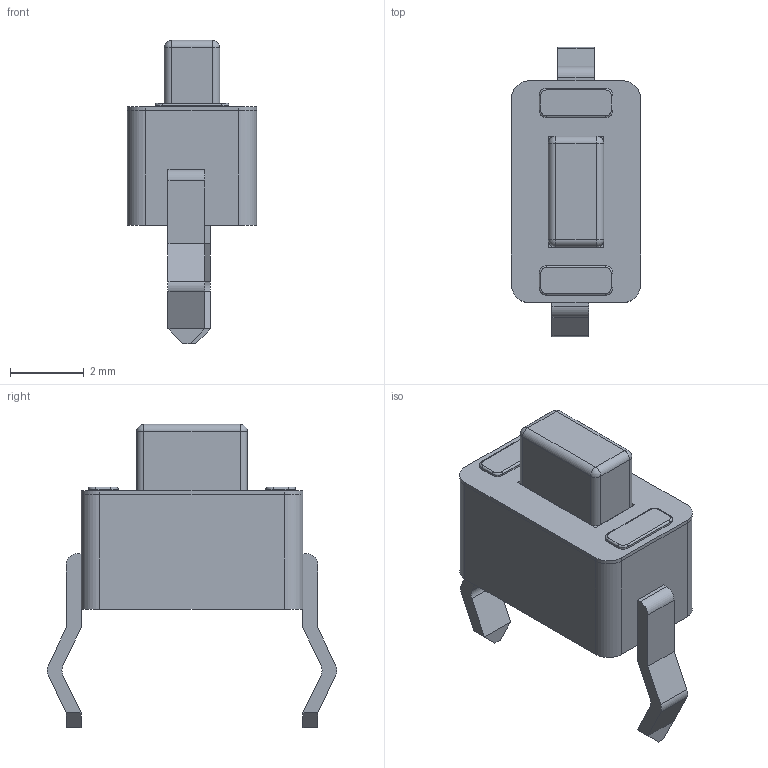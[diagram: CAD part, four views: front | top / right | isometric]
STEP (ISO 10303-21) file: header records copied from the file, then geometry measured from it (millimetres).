
FILE_DESCRIPTION(('FreeCAD Model'),'2;1');
FILE_NAME('Open CASCADE Shape Model','2022-11-18T11:57:33',( 'Engenharia Meltaltex'),('Engenharia Meltaltex'), 'Open CASCADE STEP processor 7.5','FreeCAD','Unknown');
FILE_SCHEMA(('AUTOMOTIVE_DESIGN { 1 0 10303 214 1 1 1 1 }'));
Length unit declared in the file: millimetre
Products named in the file (10): Open CASCADE STEP translator 7.5 12; Open CASCADE STEP translator 7.5 12.1; Open CASCADE STEP translator 7.5 12.2; Open CASCADE STEP translator 7.5 12.3; Open CASCADE STEP translator 7.5 12.4; Open CASCADE STEP translator 7.5 12.4.1; Open CASCADE STEP translator 7.5 12.4.2; Open CASCADE STEP translator 7.5 12.5; Open CASCADE STEP translator 7.5 12.5.1; Open CASCADE STEP translator 7.5 12.5.2
Assembly tree (9 placements, depth 3):
  Open CASCADE STEP translator 7.5 12
    Open CASCADE STEP translator 7.5 12.1
    Open CASCADE STEP translator 7.5 12.2
    Open CASCADE STEP translator 7.5 12.3
    Open CASCADE STEP translator 7.5 12.4
      Open CASCADE STEP translator 7.5 12.4.1
      Open CASCADE STEP translator 7.5 12.4.2
    Open CASCADE STEP translator 7.5 12.5
      Open CASCADE STEP translator 7.5 12.5.1
      Open CASCADE STEP translator 7.5 12.5.2
Bounding box: 3.5 x 7.83 x 8.2 mm (x, y, z)
Volume: 77.9 mm3; surface area: 191.4 mm2
Topology: 7 solids, 7 shells, 112 faces, 262 edges, 160 vertices
Faces by surface type: plane 62, cylinder 38, torus 8, sphere 4
Entity records: 3376 total; most frequent: DIRECTION 586, CARTESIAN_POINT 540, ORIENTED_EDGE 516, EDGE_CURVE 258, AXIS2_PLACEMENT_3D 206, LINE 174, VECTOR 174, VERTEX_POINT 160
